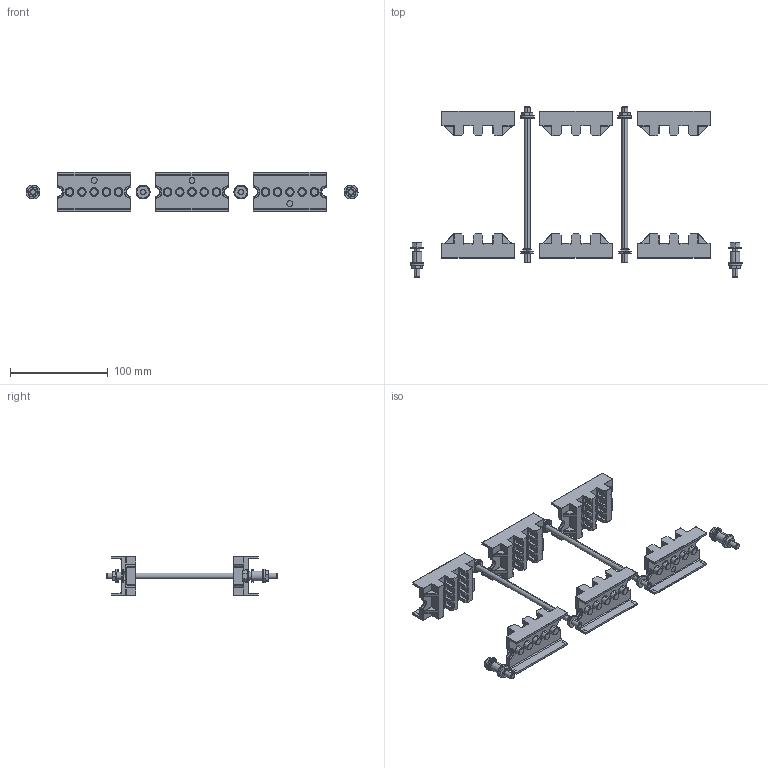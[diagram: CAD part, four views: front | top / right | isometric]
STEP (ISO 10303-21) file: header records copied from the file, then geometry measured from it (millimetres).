
FILE_DESCRIPTION(('STEP AP203'),'1');
FILE_NAME('cabs2-10t-mod.stp','2024-07-18T06:32:51',('TraceParts'),('TraceParts S.A.'),'Spatial InterOp 3D',' ',' ');
FILE_SCHEMA(('CONFIG_CONTROL_DESIGN'));
Length unit declared in the file: millimetre
Products named in the file (1): 1
Bounding box: 339.25 x 175.02 x 40 mm (x, y, z)
Volume: 185368.4 mm3; surface area: 101376.9 mm2
Topology: 18 solids, 18 shells, 6568 faces, 15406 edges, 8364 vertices
Faces by surface type: cylinder 2578, plane 1860, sphere 840, torus 582, bspline 476, cone 232
Entity records: 189334 total; most frequent: CARTESIAN_POINT 46514, DIRECTION 31010, ORIENTED_EDGE 29564, EDGE_CURVE 14782, AXIS2_PLACEMENT_3D 12192, VERTEX_POINT 8364, EDGE_LOOP 6698, LINE 6626
